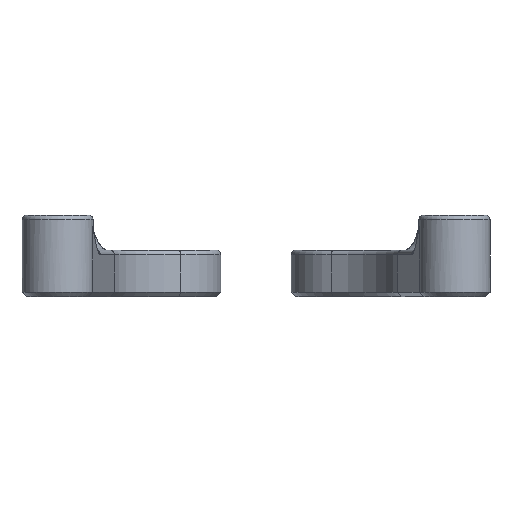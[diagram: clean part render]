
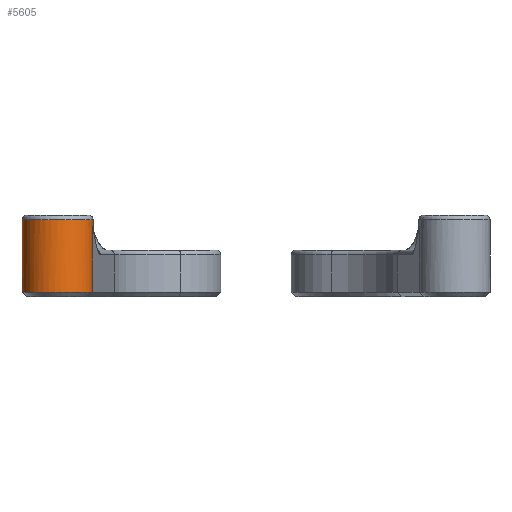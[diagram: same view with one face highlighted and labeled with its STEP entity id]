
A CAD part, front view. The second image highlights one B-rep face of the part: STEP entity #5605.
In plain terms, the highlighted cylindrical face has radius 3.05 mm (diameter 6.1 mm), a full revolution.
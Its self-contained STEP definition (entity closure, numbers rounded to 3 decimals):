
#45=CYLINDRICAL_SURFACE('',#5982,3.05);
#150=CIRCLE('',#5970,3.05);
#151=CIRCLE('',#5971,3.05);
#157=CIRCLE('',#5983,3.05);
#158=CIRCLE('',#5984,3.05);
#537=FACE_OUTER_BOUND('',#889,.T.);
#889=EDGE_LOOP('',(#4190,#4191,#4192,#4193,#4194,#4195,#4196,#4197));
#1400=LINE('',#8591,#1982);
#1403=LINE('',#8607,#1985);
#1404=LINE('',#8609,#1986);
#1982=VECTOR('',#6845,10.);
#1985=VECTOR('',#6852,3.05);
#1986=VECTOR('',#6853,10.);
#2510=VERTEX_POINT('',#8549);
#2514=VERTEX_POINT('',#8561);
#2515=VERTEX_POINT('',#8563);
#2523=VERTEX_POINT('',#8590);
#2526=VERTEX_POINT('',#8605);
#2527=VERTEX_POINT('',#8608);
#3113=EDGE_CURVE('',#2510,#2514,#150,.T.);
#3114=EDGE_CURVE('',#2514,#2515,#151,.T.);
#3128=EDGE_CURVE('',#2515,#2523,#1400,.T.);
#3132=EDGE_CURVE('',#2526,#2526,#157,.T.);
#3133=EDGE_CURVE('',#2526,#2514,#1403,.T.);
#3134=EDGE_CURVE('',#2510,#2527,#1404,.T.);
#3135=EDGE_CURVE('',#2523,#2527,#158,.T.);
#4190=ORIENTED_EDGE('',*,*,#3132,.F.);
#4191=ORIENTED_EDGE('',*,*,#3133,.T.);
#4192=ORIENTED_EDGE('',*,*,#3113,.F.);
#4193=ORIENTED_EDGE('',*,*,#3134,.T.);
#4194=ORIENTED_EDGE('',*,*,#3135,.F.);
#4195=ORIENTED_EDGE('',*,*,#3128,.F.);
#4196=ORIENTED_EDGE('',*,*,#3114,.F.);
#4197=ORIENTED_EDGE('',*,*,#3133,.F.);
#5605=ADVANCED_FACE('',(#537),#45,.T.);
#5970=AXIS2_PLACEMENT_3D('',#8562,#6813,#6814);
#5971=AXIS2_PLACEMENT_3D('',#8564,#6815,#6816);
#5982=AXIS2_PLACEMENT_3D('',#8604,#6848,#6849);
#5983=AXIS2_PLACEMENT_3D('',#8606,#6850,#6851);
#5984=AXIS2_PLACEMENT_3D('',#8610,#6854,#6855);
#6813=DIRECTION('center_axis',(0.,0.,-1.));
#6814=DIRECTION('ref_axis',(-1.,0.,0.));
#6815=DIRECTION('center_axis',(0.,0.,-1.));
#6816=DIRECTION('ref_axis',(-1.,0.,0.));
#6845=DIRECTION('',(0.,0.,1.));
#6848=DIRECTION('center_axis',(0.,0.,1.));
#6849=DIRECTION('ref_axis',(1.,0.,0.));
#6850=DIRECTION('center_axis',(0.,0.,1.));
#6851=DIRECTION('ref_axis',(1.,0.,0.));
#6852=DIRECTION('',(0.,0.,-1.));
#6853=DIRECTION('',(0.,0.,1.));
#6854=DIRECTION('center_axis',(0.,0.,-1.));
#6855=DIRECTION('ref_axis',(0.151,0.989,0.));
#8549=CARTESIAN_POINT('',(67.617,-13.925,0.4));
#8561=CARTESIAN_POINT('',(61.552,-13.464,0.4));
#8562=CARTESIAN_POINT('Origin',(64.602,-13.464,0.4));
#8563=CARTESIAN_POINT('',(61.586,-13.004,0.4));
#8564=CARTESIAN_POINT('Origin',(64.602,-13.464,0.4));
#8590=CARTESIAN_POINT('',(61.586,-13.004,6.));
#8591=CARTESIAN_POINT('',(61.586,-13.004,0.));
#8604=CARTESIAN_POINT('Origin',(64.602,-13.464,0.));
#8605=CARTESIAN_POINT('',(61.552,-13.464,6.6));
#8606=CARTESIAN_POINT('Origin',(64.602,-13.464,6.6));
#8607=CARTESIAN_POINT('',(61.552,-13.464,0.));
#8608=CARTESIAN_POINT('',(67.617,-13.925,6.));
#8609=CARTESIAN_POINT('',(67.617,-13.925,0.));
#8610=CARTESIAN_POINT('Origin',(64.602,-13.464,6.));
